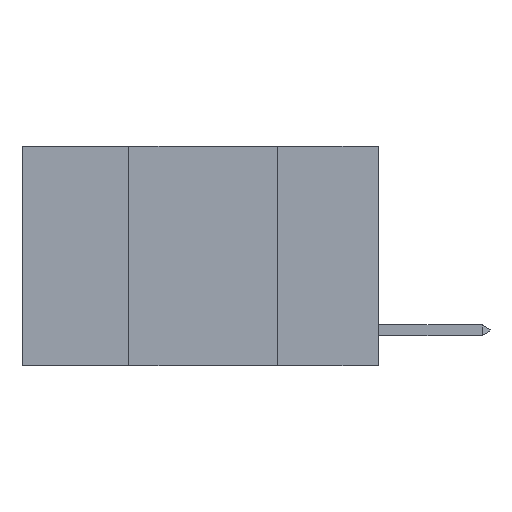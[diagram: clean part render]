
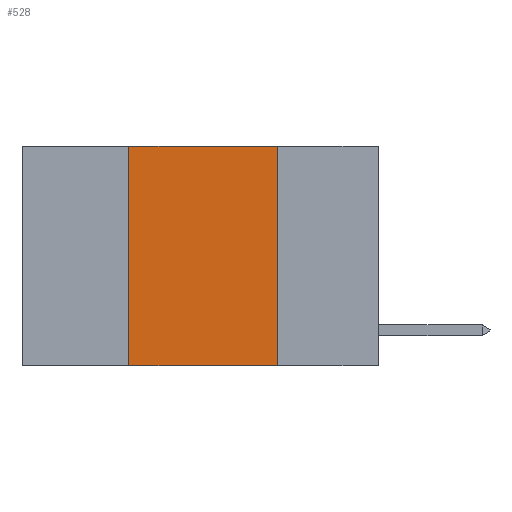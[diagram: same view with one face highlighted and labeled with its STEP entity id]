
A CAD part, left-side view. The second image highlights one B-rep face of the part: STEP entity #528.
In plain terms, the highlighted planar face has unit normal (-1, 0, 0).
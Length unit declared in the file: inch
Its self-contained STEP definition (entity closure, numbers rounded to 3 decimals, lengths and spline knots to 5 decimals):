
#99 = CARTESIAN_POINT ( 'NONE',  ( 0., 0.42, 0. ) ) ;
#528 = ADVANCED_FACE ( 'NONE', ( #10413 ), #2844, .F. ) ;
#678 = ORIENTED_EDGE ( 'NONE', *, *, #7199, .F. ) ;
#703 = DIRECTION ( 'NONE',  ( 0., -1., 0. ) ) ;
#898 = CARTESIAN_POINT ( 'NONE',  ( 0., 0.42, -0.37 ) ) ;
#1184 = VECTOR ( 'NONE', #4696, 39.37008 ) ;
#1370 = EDGE_CURVE ( 'NONE', #6965, #7751, #2029, .T. ) ;
#1781 = VECTOR ( 'NONE', #11020, 39.37008 ) ;
#1967 = ORIENTED_EDGE ( 'NONE', *, *, #8370, .F. ) ;
#2029 = LINE ( 'NONE', #10168, #1184 ) ;
#2844 = PLANE ( 'NONE',  #9185 ) ;
#3086 = VECTOR ( 'NONE', #703, 39.37008 ) ;
#3103 = CARTESIAN_POINT ( 'NONE',  ( 0., 0.17, 0. ) ) ;
#3154 = ORIENTED_EDGE ( 'NONE', *, *, #5623, .T. ) ;
#4696 = DIRECTION ( 'NONE',  ( 0., -1., 0. ) ) ;
#4741 = DIRECTION ( 'NONE',  ( 1., 0., 0. ) ) ;
#4785 = CARTESIAN_POINT ( 'NONE',  ( 0., 0.6, 0. ) ) ;
#5623 = EDGE_CURVE ( 'NONE', #7979, #9039, #11420, .T. ) ;
#6608 = DIRECTION ( 'NONE',  ( 0., 0., -1. ) ) ;
#6656 = LINE ( 'NONE', #7490, #1781 ) ;
#6965 = VERTEX_POINT ( 'NONE', #8065 ) ;
#6967 = VECTOR ( 'NONE', #11097, 39.37008 ) ;
#7199 = EDGE_CURVE ( 'NONE', #7979, #6965, #8902, .T. ) ;
#7490 = CARTESIAN_POINT ( 'NONE',  ( 0., 0.17, 0. ) ) ;
#7751 = VERTEX_POINT ( 'NONE', #3103 ) ;
#7979 = VERTEX_POINT ( 'NONE', #898 ) ;
#8065 = CARTESIAN_POINT ( 'NONE',  ( 0., 0.42, 0. ) ) ;
#8370 = EDGE_CURVE ( 'NONE', #7751, #9039, #6656, .T. ) ;
#8902 = LINE ( 'NONE', #99, #6967 ) ;
#9039 = VERTEX_POINT ( 'NONE', #9074 ) ;
#9074 = CARTESIAN_POINT ( 'NONE',  ( 0., 0.17, -0.37 ) ) ;
#9185 = AXIS2_PLACEMENT_3D ( 'NONE', #4785, #4741, #6608 ) ;
#10168 = CARTESIAN_POINT ( 'NONE',  ( 0., 0.6, 0. ) ) ;
#10413 = FACE_OUTER_BOUND ( 'NONE', #11674, .T. ) ;
#10604 = CARTESIAN_POINT ( 'NONE',  ( 0., 0.6, -0.37 ) ) ;
#11020 = DIRECTION ( 'NONE',  ( 0., 0., -1. ) ) ;
#11097 = DIRECTION ( 'NONE',  ( 0., 0., 1. ) ) ;
#11398 = ORIENTED_EDGE ( 'NONE', *, *, #1370, .F. ) ;
#11420 = LINE ( 'NONE', #10604, #3086 ) ;
#11674 = EDGE_LOOP ( 'NONE', ( #1967, #11398, #678, #3154 ) ) ;
